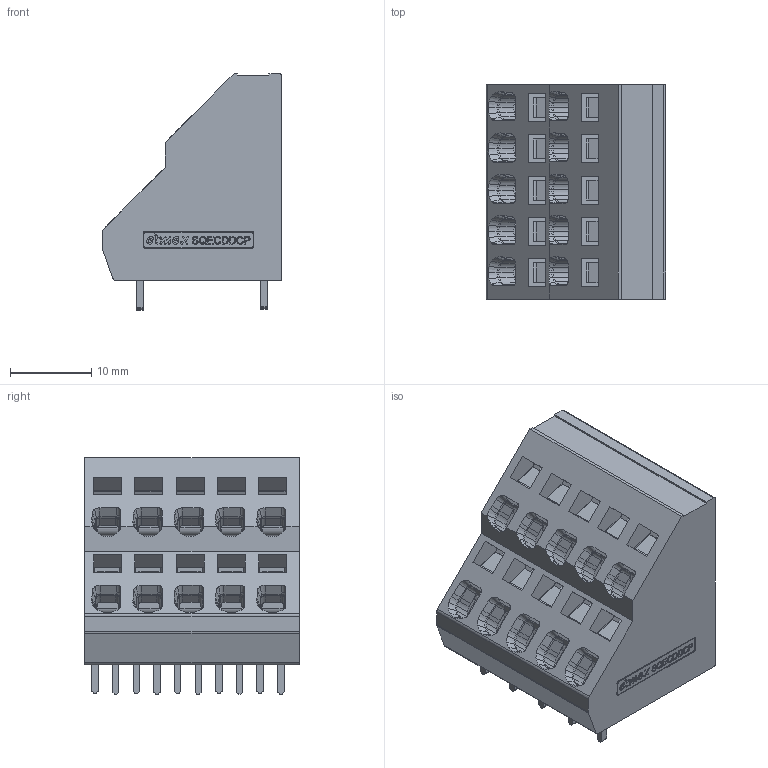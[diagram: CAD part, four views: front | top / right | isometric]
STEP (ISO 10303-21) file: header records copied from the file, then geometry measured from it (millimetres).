
FILE_DESCRIPTION(/* description */ ('Unknown'),/* implementation_level */ '2;1');
FILE_NAME(/* name */ 'SQECDD-5W',/* time_stamp */ '2024-06-27T11:14:35+06:00',/* author */ ('Unknown'),/* organization */ ('Unknown'),/* preprocessor_version */ 'ST-DEVELOPER v16.7',/* originating_system */ 'Solid Edge',/* authorisation */ 'Unknown');
FILE_SCHEMA (('AUTOMOTIVE_DESIGN {1 0 10303 214 3 1 1}'));
Products named in the file (1): Part1
Bounding box: 22.07 x 26.4 x 29.1 mm (x, y, z)
Volume: 6209.8 mm3; surface area: 13111.2 mm2
Topology: 1 solids, 86 shells, 4067 faces, 11313 edges, 7307 vertices
Faces by surface type: plane 2143, cylinder 1197, bspline 379, torus 200, cone 148
Full cylindrical faces by diameter (mm): 1.2 x40, 1.5 x30
Entity records: 165508 total; most frequent: CARTESIAN_POINT 33524, ORIENTED_EDGE 22214, DIRECTION 20753, EDGE_CURVE 11107, VERTEX_POINT 7271, LINE 7205, VECTOR 7205, AXIS2_PLACEMENT_3D 6774
